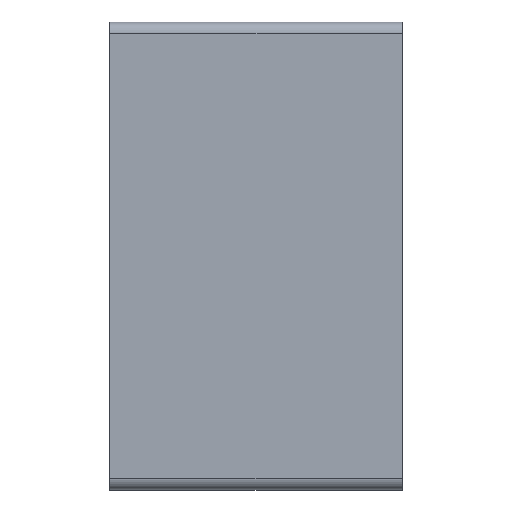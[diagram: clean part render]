
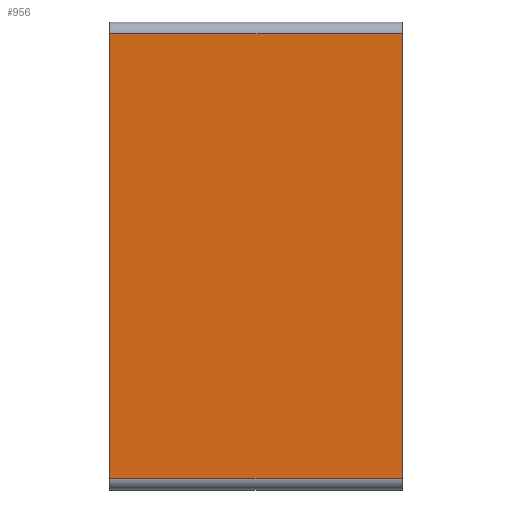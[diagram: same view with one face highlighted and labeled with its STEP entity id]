
A CAD part, left-side view. The second image highlights one B-rep face of the part: STEP entity #956.
In plain terms, the highlighted planar face has unit normal (-1, 0, 0).
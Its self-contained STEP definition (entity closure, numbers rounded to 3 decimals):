
#956 = ADVANCED_FACE( '', ( #2038 ), #2039, .F. );
#2038 = FACE_OUTER_BOUND( '', #3213, .T. );
#2039 = PLANE( '', #3214 );
#3213 = EDGE_LOOP( '', ( #6475, #6476, #6477, #6478 ) );
#3214 = AXIS2_PLACEMENT_3D( '', #6479, #6480, #6481 );
#6475 = ORIENTED_EDGE( '', *, *, #8267, .T. );
#6476 = ORIENTED_EDGE( '', *, *, #8652, .F. );
#6477 = ORIENTED_EDGE( '', *, *, #8582, .F. );
#6478 = ORIENTED_EDGE( '', *, *, #7888, .T. );
#6479 = CARTESIAN_POINT( '', ( -20., 100., 76. ) );
#6480 = DIRECTION( '', ( 1., 0., 0. ) );
#6481 = DIRECTION( '', ( 0., 0., -1. ) );
#7888 = EDGE_CURVE( '', #9826, #9824, #9827, .T. );
#8267 = EDGE_CURVE( '', #9824, #10391, #10394, .T. );
#8582 = EDGE_CURVE( '', #9826, #10765, #10821, .T. );
#8652 = EDGE_CURVE( '', #10765, #10391, #10906, .T. );
#9824 = VERTEX_POINT( '', #12407 );
#9826 = VERTEX_POINT( '', #12409 );
#9827 = LINE( '', #12410, #12411 );
#10391 = VERTEX_POINT( '', #13154 );
#10394 = LINE( '', #13157, #13158 );
#10765 = VERTEX_POINT( '', #13664 );
#10821 = LINE( '', #13743, #13744 );
#10906 = LINE( '', #13856, #13857 );
#12407 = CARTESIAN_POINT( '', ( -20., 0., -76. ) );
#12409 = CARTESIAN_POINT( '', ( -20., 100., -76. ) );
#12410 = CARTESIAN_POINT( '', ( -20., 100., -76. ) );
#12411 = VECTOR( '', #14788, 1000. );
#13154 = CARTESIAN_POINT( '', ( -20., 0., 76. ) );
#13157 = CARTESIAN_POINT( '', ( -20., 0., 76. ) );
#13158 = VECTOR( '', #15313, 1000. );
#13664 = CARTESIAN_POINT( '', ( -20., 100., 76. ) );
#13743 = CARTESIAN_POINT( '', ( -20., 100., 76. ) );
#13744 = VECTOR( '', #15817, 1000. );
#13856 = CARTESIAN_POINT( '', ( -20., 100., 76. ) );
#13857 = VECTOR( '', #15908, 1000. );
#14788 = DIRECTION( '', ( 0., -1., 0. ) );
#15313 = DIRECTION( '', ( 0., 0., 1. ) );
#15817 = DIRECTION( '', ( 0., 0., 1. ) );
#15908 = DIRECTION( '', ( 0., -1., 0. ) );
